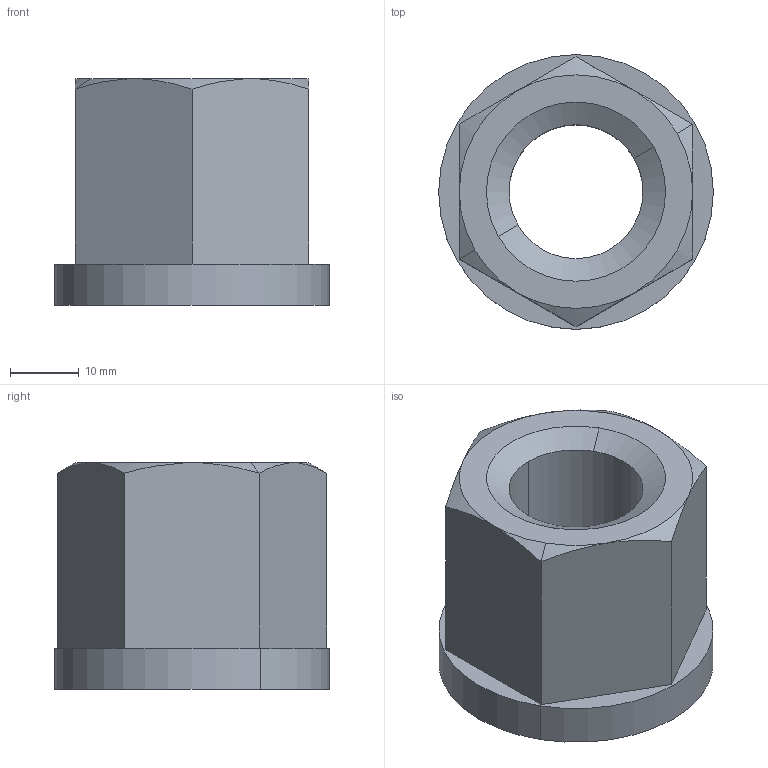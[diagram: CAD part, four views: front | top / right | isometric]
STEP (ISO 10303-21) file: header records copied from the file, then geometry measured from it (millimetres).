
FILE_DESCRIPTION(('STEP AP214'),'1');
FILE_NAME(' ',' ',('TraceParts'),('TraceParts S.A.'),'XStep 1.0',' ',' ');
FILE_SCHEMA(('automotive_design'));
Length unit declared in the file: millimetre
Products named in the file (1): 1
Bounding box: 40 x 40 x 33 mm (x, y, z)
Volume: 24140.9 mm3; surface area: 7642.6 mm2
Topology: 1 solids, 1 shells, 26 faces, 64 edges, 42 vertices
Faces by surface type: plane 16, cone 6, cylinder 4
Entity records: 1530 total; most frequent: CARTESIAN_POINT 145, STYLED_ITEM 133, PRESENTATION_STYLE_ASSIGNMENT 133, COLOUR_RGB 133, DIRECTION 130, ORIENTED_EDGE 128, EDGE_CURVE 64, CURVE_STYLE 64
